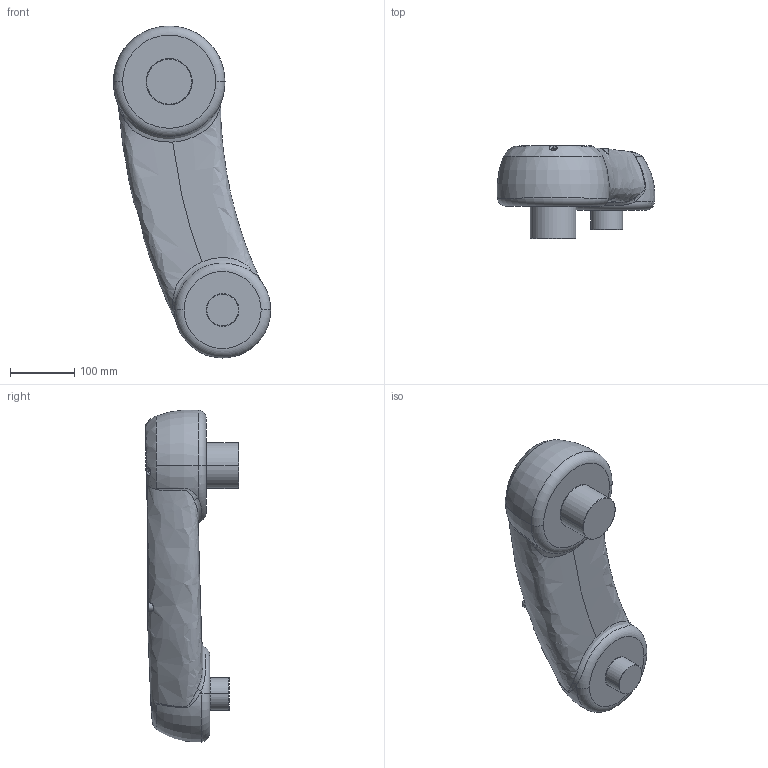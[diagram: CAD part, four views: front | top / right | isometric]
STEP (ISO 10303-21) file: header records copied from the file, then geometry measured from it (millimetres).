
FILE_DESCRIPTION (( 'STEP AP203' ), '1' );
FILE_NAME ('2nd Axis Arm_Default_sldprt.STEP', '2022-06-04T20:59:28', ( '' ), ( '' ), 'SwSTEP 2.0', 'SolidWorks 2020', '' );
FILE_SCHEMA (( 'CONFIG_CONTROL_DESIGN' ));
Length unit declared in the file: millimetre
Products named in the file (1): 2nd Axis Arm_Default_sldprt
Bounding box: 245.34 x 144.89 x 516.88 mm (x, y, z)
Volume: 6266426 mm3; surface area: 248563.6 mm2
Topology: 1 solids, 1 shells, 126 faces, 310 edges, 175 vertices
Faces by surface type: cone 36, bspline 34, torus 26, cylinder 23, plane 7
Entity records: 9554 total; most frequent: CARTESIAN_POINT 6891, ORIENTED_EDGE 578, DIRECTION 486, EDGE_CURVE 289, AXIS2_PLACEMENT_3D 215, VERTEX_POINT 175, EDGE_LOOP 136, FACE_OUTER_BOUND 126
